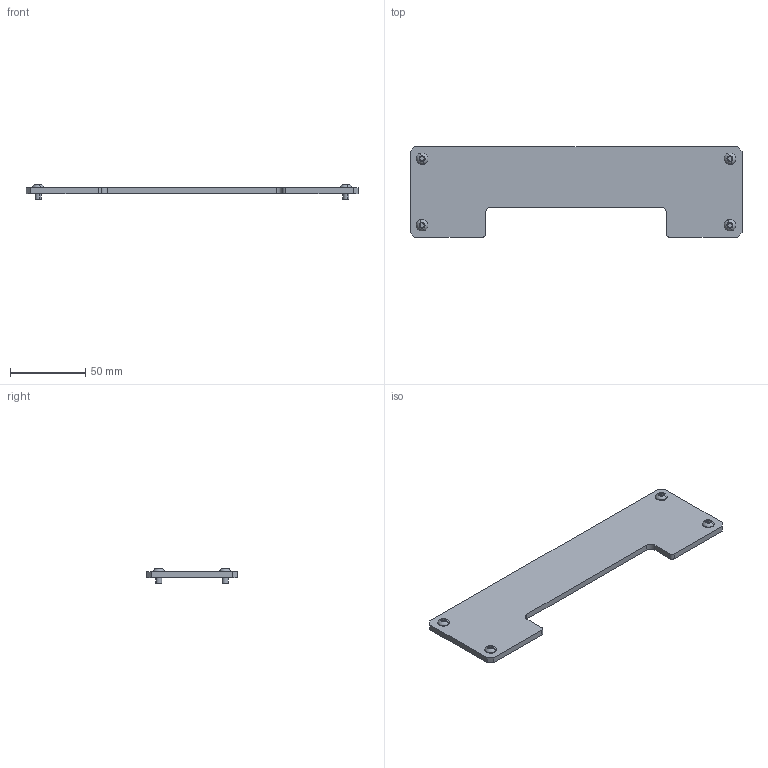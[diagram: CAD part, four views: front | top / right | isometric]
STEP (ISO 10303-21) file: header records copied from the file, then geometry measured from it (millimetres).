
FILE_DESCRIPTION (( 'STEP AP214' ), '1' );
FILE_NAME ('51703~0.STEP', '2019-11-05T08:14:04', ( '' ), ( '' ), 'SwSTEP 2.0', 'SolidWorks 2018', '' );
FILE_SCHEMA (( 'AUTOMOTIVE_DESIGN' ));
Length unit declared in the file: millimetre
Products named in the file (3): 51703~0; ISO7380~n_M04,0x008; 51702~1_S
Assembly tree (5 placements, depth 2):
  51703~0
    51702~1_S
    ISO7380~n_M04,0x008  x4
Bounding box: 220 x 60 x 10.2 mm (x, y, z)
Volume: 43534.2 mm3; surface area: 24957.6 mm2
Topology: 5 solids, 5 shells, 142 faces, 356 edges, 232 vertices
Faces by surface type: cylinder 96, plane 30, cone 8, torus 8
Entity records: 1867 total; most frequent: DIRECTION 341, CARTESIAN_POINT 300, ORIENTED_EDGE 286, EDGE_CURVE 143, AXIS2_PLACEMENT_3D 135, VERTEX_POINT 94, CIRCLE 72, LINE 71
